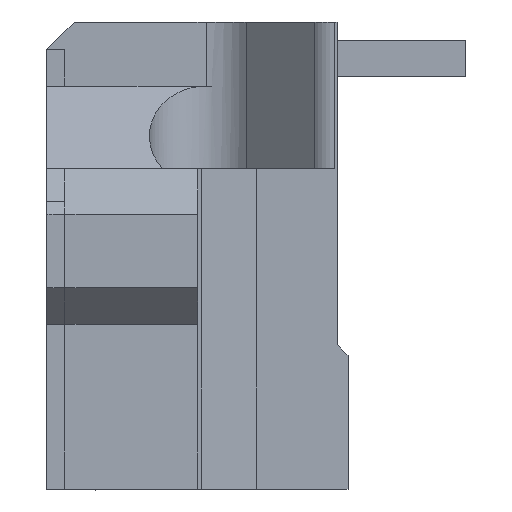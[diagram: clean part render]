
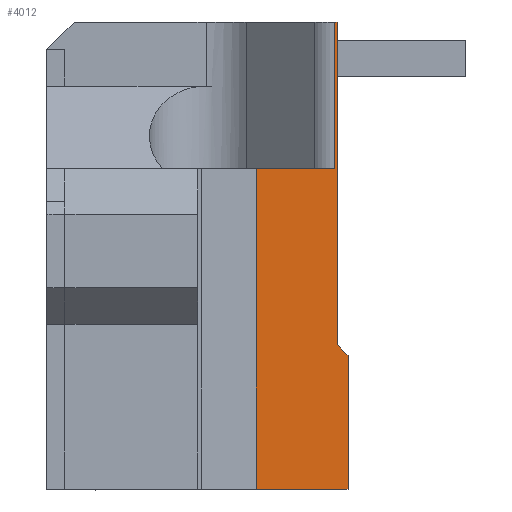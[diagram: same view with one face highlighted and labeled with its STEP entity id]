
A CAD part, left-side view. The second image highlights one B-rep face of the part: STEP entity #4012.
In plain terms, the highlighted planar face has unit normal (-1, 0, 0).
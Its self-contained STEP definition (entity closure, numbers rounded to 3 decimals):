
#323=PLANE('',#4290);
#473=FACE_OUTER_BOUND('',#701,.T.);
#701=EDGE_LOOP('',(#3236,#3237,#3238,#3239,#3240,#3241,#3242,#3243,#3244,
#3245,#3246,#3247));
#990=LINE('',#6283,#1406);
#1026=LINE('',#6386,#1442);
#1047=LINE('',#6432,#1463);
#1056=LINE('',#6450,#1472);
#1058=LINE('',#6453,#1474);
#1090=LINE('',#6528,#1506);
#1102=LINE('',#6559,#1518);
#1108=LINE('',#6573,#1524);
#1109=LINE('',#6576,#1525);
#1110=LINE('',#6578,#1526);
#1111=LINE('',#6580,#1527);
#1112=LINE('',#6581,#1528);
#1406=VECTOR('',#4801,10.);
#1442=VECTOR('',#4875,10.);
#1463=VECTOR('',#4914,10.);
#1472=VECTOR('',#4929,10.);
#1474=VECTOR('',#4933,10.);
#1506=VECTOR('',#5003,10.);
#1518=VECTOR('',#5033,10.);
#1524=VECTOR('',#5047,10.);
#1525=VECTOR('',#5050,10.);
#1526=VECTOR('',#5051,10.);
#1527=VECTOR('',#5052,10.);
#1528=VECTOR('',#5053,10.);
#1857=VERTEX_POINT('',#6226);
#1876=VERTEX_POINT('',#6282);
#1913=VERTEX_POINT('',#6383);
#1914=VERTEX_POINT('',#6385);
#1930=VERTEX_POINT('',#6431);
#1936=VERTEX_POINT('',#6449);
#1960=VERTEX_POINT('',#6527);
#1970=VERTEX_POINT('',#6557);
#1974=VERTEX_POINT('',#6571);
#1975=VERTEX_POINT('',#6575);
#1976=VERTEX_POINT('',#6577);
#1977=VERTEX_POINT('',#6579);
#2305=EDGE_CURVE('',#1876,#1857,#990,.T.);
#2353=EDGE_CURVE('',#1914,#1913,#1026,.T.);
#2376=EDGE_CURVE('',#1876,#1930,#1047,.T.);
#2385=EDGE_CURVE('',#1936,#1930,#1056,.T.);
#2387=EDGE_CURVE('',#1857,#1914,#1058,.T.);
#2425=EDGE_CURVE('',#1960,#1936,#1090,.T.);
#2440=EDGE_CURVE('',#1913,#1970,#1102,.T.);
#2448=EDGE_CURVE('',#1974,#1970,#1108,.T.);
#2449=EDGE_CURVE('',#1974,#1975,#1109,.T.);
#2450=EDGE_CURVE('',#1975,#1976,#1110,.T.);
#2451=EDGE_CURVE('',#1976,#1977,#1111,.T.);
#2452=EDGE_CURVE('',#1977,#1960,#1112,.T.);
#3236=ORIENTED_EDGE('',*,*,#2376,.F.);
#3237=ORIENTED_EDGE('',*,*,#2305,.T.);
#3238=ORIENTED_EDGE('',*,*,#2387,.T.);
#3239=ORIENTED_EDGE('',*,*,#2353,.T.);
#3240=ORIENTED_EDGE('',*,*,#2440,.T.);
#3241=ORIENTED_EDGE('',*,*,#2448,.F.);
#3242=ORIENTED_EDGE('',*,*,#2449,.T.);
#3243=ORIENTED_EDGE('',*,*,#2450,.T.);
#3244=ORIENTED_EDGE('',*,*,#2451,.T.);
#3245=ORIENTED_EDGE('',*,*,#2452,.T.);
#3246=ORIENTED_EDGE('',*,*,#2425,.T.);
#3247=ORIENTED_EDGE('',*,*,#2385,.T.);
#4012=ADVANCED_FACE('',(#473),#323,.T.);
#4290=AXIS2_PLACEMENT_3D('',#6574,#5048,#5049);
#4801=DIRECTION('',(0.,0.,1.));
#4875=DIRECTION('',(0.,0.,1.));
#4914=DIRECTION('',(0.,-0.707,-0.707));
#4929=DIRECTION('',(0.,0.,1.));
#4933=DIRECTION('',(0.,0.,1.));
#5003=DIRECTION('',(0.,-1.,0.));
#5033=DIRECTION('',(0.,1.,0.));
#5047=DIRECTION('',(0.,0.,1.));
#5048=DIRECTION('center_axis',(-1.,0.,0.));
#5049=DIRECTION('ref_axis',(0.,-1.,0.));
#5050=DIRECTION('',(0.,1.,0.));
#5051=DIRECTION('',(0.,0.,-1.));
#5052=DIRECTION('',(0.,-1.,0.));
#5053=DIRECTION('',(0.,-1.,0.));
#6226=CARTESIAN_POINT('',(-15.,-15.85,6.533));
#6282=CARTESIAN_POINT('',(-15.,-15.85,-8.074));
#6283=CARTESIAN_POINT('',(-15.,-15.85,-1.704));
#6383=CARTESIAN_POINT('',(-15.,-15.85,9.533));
#6385=CARTESIAN_POINT('',(-15.,-15.85,8.533));
#6386=CARTESIAN_POINT('',(-15.,-15.85,2.038));
#6431=CARTESIAN_POINT('',(-15.,-16.45,-8.674));
#6432=CARTESIAN_POINT('',(-15.,-16.042,-8.265));
#6449=CARTESIAN_POINT('',(-15.,-16.45,-15.95));
#6450=CARTESIAN_POINT('',(-15.,-16.45,-21.167));
#6453=CARTESIAN_POINT('',(-15.,-15.85,2.038));
#6527=CARTESIAN_POINT('',(-15.,-15.85,-15.957));
#6528=CARTESIAN_POINT('',(-15.,-14.9,-15.95));
#6557=CARTESIAN_POINT('',(-15.,-15.703,9.533));
#6559=CARTESIAN_POINT('',(-15.,-30.05,9.533));
#6571=CARTESIAN_POINT('',(-15.,-15.703,1.533));
#6573=CARTESIAN_POINT('',(-15.,-15.703,1.896));
#6574=CARTESIAN_POINT('Origin',(-15.,-13.65,-10.44));
#6575=CARTESIAN_POINT('',(-15.,-11.45,1.533));
#6576=CARTESIAN_POINT('',(-15.,-12.271,1.533));
#6577=CARTESIAN_POINT('',(-15.,-11.45,-15.957));
#6578=CARTESIAN_POINT('',(-15.,-11.45,-13.199));
#6579=CARTESIAN_POINT('',(-15.,-15.65,-15.957));
#6580=CARTESIAN_POINT('',(-15.,-14.75,-15.957));
#6581=CARTESIAN_POINT('',(-15.,-14.75,-15.957));
